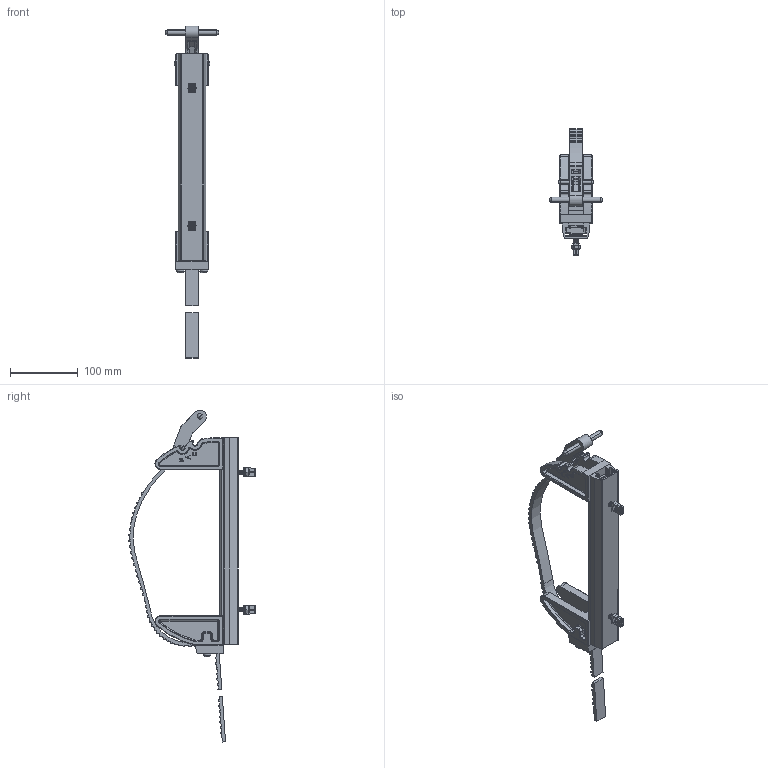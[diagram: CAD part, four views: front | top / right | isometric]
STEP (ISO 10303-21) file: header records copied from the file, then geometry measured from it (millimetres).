
FILE_DESCRIPTION (( 'STEP AP203' ), '1' );
FILE_NAME ('K5050.STEP', '2018-02-16T20:21:47', ( 'admin' ), ( 'Hewlett-Packard Company' ), 'SwSTEP 2.0', 'SolidWorks 2017', '' );
FILE_SCHEMA (( 'CONFIG_CONTROL_DESIGN' ));
Length unit declared in the file: inch
Products named in the file (14): K5050; 2019_12; 2069LN_MSHXNUT 0.250-20-S-N; 2074; 2035n_8; 2075; 2049; 2073; 7016; 2008 - IN USE SAM; 7029_8; 3017_HFBOLT 0.25-20x1.25x0.75-C; 1006-3-  _in dual trac; 3024_collapsed
Assembly tree (22 placements, depth 3):
  K5050
    2019_12
    2074
    2075
    2073
    2008 - IN USE SAM
    2035n_8
      3017_HFBOLT 0.25-20x1.25x0.75-C  x2
      2069LN_MSHXNUT 0.250-20-S-N  x2
    7029_8
      2049  x2
      7016  x2
    1006-3-  _in dual trac
    3017_HFBOLT 0.25-20x1.25x0.75-C  x4
    3024_collapsed  x2
Bounding box: 78.89 x 186.6 x 490.62 mm (x, y, z)
Volume: 422589.3 mm3; surface area: 211160 mm2
Topology: 25 solids, 25 shells, 2287 faces, 5838 edges, 3609 vertices
Faces by surface type: cylinder 710, cone 664, plane 594, torus 190, bspline 113, sphere 16
Entity records: 44456 total; most frequent: CARTESIAN_POINT 11047, DIRECTION 6845, ORIENTED_EDGE 6626, EDGE_CURVE 3313, AXIS2_PLACEMENT_3D 2601, VERTEX_POINT 2057, LINE 1643, VECTOR 1643
